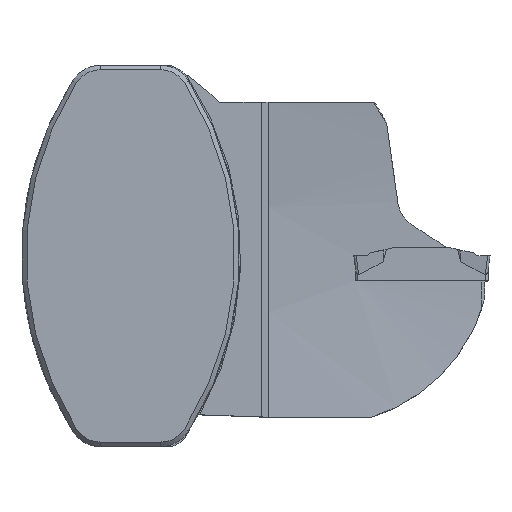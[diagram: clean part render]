
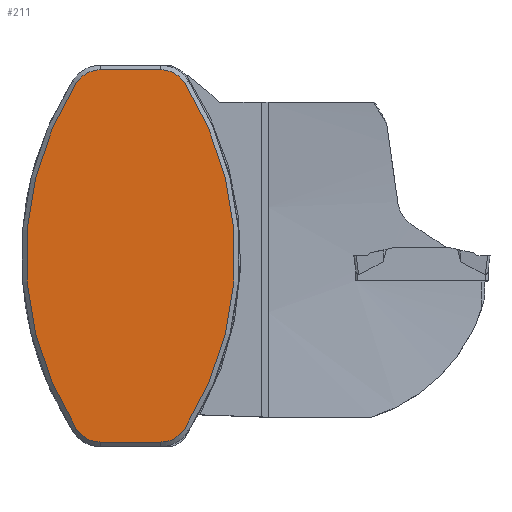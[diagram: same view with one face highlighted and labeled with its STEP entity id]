
A CAD part, top view. The second image highlights one B-rep face of the part: STEP entity #211.
In plain terms, the highlighted planar face has unit normal (0, 0, 1).
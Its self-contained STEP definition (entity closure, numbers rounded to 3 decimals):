
#211=ADVANCED_FACE('',(#330),#286,.T.);
#286=PLANE('',#1626);
#330=FACE_OUTER_BOUND('',#408,.T.);
#408=EDGE_LOOP('',(#816,#817,#818,#819,#820,#821,#822,#823));
#506=LINE('',#2389,#624);
#507=LINE('',#2397,#625);
#624=VECTOR('',#1830,1.);
#625=VECTOR('',#1837,1.);
#816=ORIENTED_EDGE('',*,*,#1356,.T.);
#817=ORIENTED_EDGE('',*,*,#1357,.T.);
#818=ORIENTED_EDGE('',*,*,#1358,.T.);
#819=ORIENTED_EDGE('',*,*,#1359,.T.);
#820=ORIENTED_EDGE('',*,*,#1360,.T.);
#821=ORIENTED_EDGE('',*,*,#1361,.T.);
#822=ORIENTED_EDGE('',*,*,#1362,.T.);
#823=ORIENTED_EDGE('',*,*,#1363,.T.);
#1201=VERTEX_POINT('',#2387);
#1202=VERTEX_POINT('',#2388);
#1203=VERTEX_POINT('',#2390);
#1204=VERTEX_POINT('',#2392);
#1205=VERTEX_POINT('',#2394);
#1206=VERTEX_POINT('',#2396);
#1207=VERTEX_POINT('',#2398);
#1208=VERTEX_POINT('',#2400);
#1356=EDGE_CURVE('',#1201,#1202,#1497,.T.);
#1357=EDGE_CURVE('',#1202,#1203,#506,.T.);
#1358=EDGE_CURVE('',#1203,#1204,#1498,.T.);
#1359=EDGE_CURVE('',#1204,#1205,#1499,.T.);
#1360=EDGE_CURVE('',#1205,#1206,#1500,.T.);
#1361=EDGE_CURVE('',#1206,#1207,#507,.T.);
#1362=EDGE_CURVE('',#1207,#1208,#1501,.T.);
#1363=EDGE_CURVE('',#1208,#1201,#1502,.T.);
#1497=CIRCLE('',#1620,5.175);
#1498=CIRCLE('',#1621,5.175);
#1499=CIRCLE('',#1622,59.175);
#1500=CIRCLE('',#1623,5.175);
#1501=CIRCLE('',#1624,5.175);
#1502=CIRCLE('',#1625,59.175);
#1620=AXIS2_PLACEMENT_3D('',#2386,#1828,#1829);
#1621=AXIS2_PLACEMENT_3D('',#2391,#1831,#1832);
#1622=AXIS2_PLACEMENT_3D('',#2393,#1833,#1834);
#1623=AXIS2_PLACEMENT_3D('',#2395,#1835,#1836);
#1624=AXIS2_PLACEMENT_3D('',#2399,#1838,#1839);
#1625=AXIS2_PLACEMENT_3D('',#2401,#1840,#1841);
#1626=AXIS2_PLACEMENT_3D('',#2402,#1842,#1843);
#1828=DIRECTION('',(0.,0.,1.));
#1829=DIRECTION('',(0.,-1.,0.));
#1830=DIRECTION('',(1.,0.,0.));
#1831=DIRECTION('',(0.,0.,1.));
#1832=DIRECTION('',(0.,-1.,0.));
#1833=DIRECTION('',(0.,0.,1.));
#1834=DIRECTION('',(0.,-1.,0.));
#1835=DIRECTION('',(0.,0.,1.));
#1836=DIRECTION('',(0.,-1.,0.));
#1837=DIRECTION('',(-1.,0.,0.));
#1838=DIRECTION('',(0.,0.,1.));
#1839=DIRECTION('',(0.,-1.,0.));
#1840=DIRECTION('',(0.,0.,1.));
#1841=DIRECTION('',(0.,-1.,0.));
#1842=DIRECTION('',(0.,0.,1.));
#1843=DIRECTION('',(0.,-1.,0.));
#2386=CARTESIAN_POINT('',(-5.552,-29.,0.325));
#2387=CARTESIAN_POINT('',(-9.918,-31.779,0.325));
#2388=CARTESIAN_POINT('',(-5.552,-34.175,0.325));
#2389=CARTESIAN_POINT('',(0.,-34.175,0.325));
#2390=CARTESIAN_POINT('',(5.552,-34.175,0.325));
#2391=CARTESIAN_POINT('',(5.552,-29.,0.325));
#2392=CARTESIAN_POINT('',(9.918,-31.779,0.325));
#2393=CARTESIAN_POINT('',(-40.,0.,0.325));
#2394=CARTESIAN_POINT('',(9.918,31.779,0.325));
#2395=CARTESIAN_POINT('',(5.552,29.,0.325));
#2396=CARTESIAN_POINT('',(5.552,34.175,0.325));
#2397=CARTESIAN_POINT('',(0.,34.175,0.325));
#2398=CARTESIAN_POINT('',(-5.552,34.175,0.325));
#2399=CARTESIAN_POINT('',(-5.552,29.,0.325));
#2400=CARTESIAN_POINT('',(-9.918,31.779,0.325));
#2401=CARTESIAN_POINT('',(40.,0.,0.325));
#2402=CARTESIAN_POINT('',(0.,0.,0.325));
